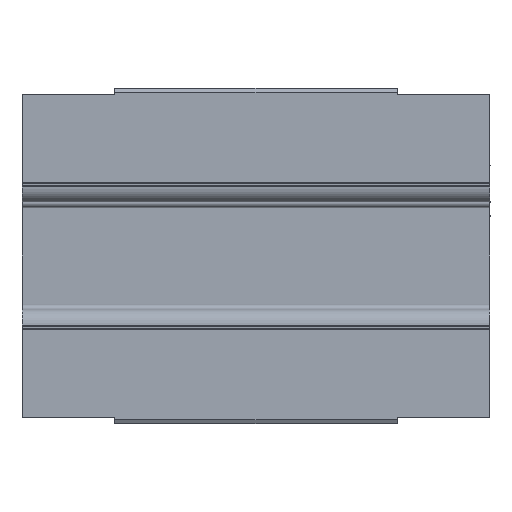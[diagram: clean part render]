
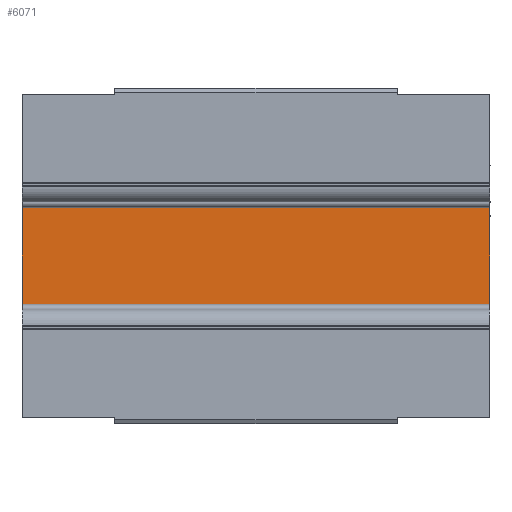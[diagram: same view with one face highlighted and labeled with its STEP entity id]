
A CAD part, front view. The second image highlights one B-rep face of the part: STEP entity #6071.
In plain terms, the highlighted planar face has unit normal (0, -1, 0).
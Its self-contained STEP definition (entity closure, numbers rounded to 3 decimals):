
#1282 = LINE ( 'NONE', #4763, #1285 ) ;
#1285 = VECTOR ( 'NONE', #4764, 1000. ) ;
#1735 = ORIENTED_EDGE ( 'NONE', *, *, #8506, .T. ) ;
#1839 = ORIENTED_EDGE ( 'NONE', *, *, #16397, .T. ) ;
#1949 = ORIENTED_EDGE ( 'NONE', *, *, #16376, .T. ) ;
#1994 = ORIENTED_EDGE ( 'NONE', *, *, #2223, .T. ) ;
#2223 = EDGE_CURVE ( 'NONE', #19398, #19264, #9113, .T. ) ;
#3761 = CARTESIAN_POINT ( 'NONE',  ( -37.75, 4.7, 0. ) ) ;
#3762 = PLANE ( 'NONE',  #15897 ) ;
#3764 = DIRECTION ( 'NONE',  ( 0., 1., 0. ) ) ;
#3765 = DIRECTION ( 'NONE',  ( 0., 0., 1. ) ) ;
#4763 = CARTESIAN_POINT ( 'NONE',  ( -38.15, 4.7, -3.5 ) ) ;
#4764 = DIRECTION ( 'NONE',  ( 0., 0., 1. ) ) ;
#5530 = EDGE_LOOP ( 'NONE', ( #1994, #1839, #1735, #1949 ) ) ;
#6071 = ADVANCED_FACE ( 'NONE', ( #16968 ), #3762, .F. ) ;
#8506 = EDGE_CURVE ( 'NONE', #19143, #19151, #1282, .T. ) ;
#9103 = VECTOR ( 'NONE', #17174, 1000. ) ;
#9113 = LINE ( 'NONE', #17205, #9103 ) ;
#9771 = LINE ( 'NONE', #10574, #9772 ) ;
#9772 = VECTOR ( 'NONE', #10575, 1000. ) ;
#9795 = LINE ( 'NONE', #10640, #9796 ) ;
#9796 = VECTOR ( 'NONE', #10641, 1000. ) ;
#10574 = CARTESIAN_POINT ( 'NONE',  ( -61.85, 4.7, 3.2 ) ) ;
#10575 = DIRECTION ( 'NONE',  ( -1., 0., 0. ) ) ;
#10640 = CARTESIAN_POINT ( 'NONE',  ( -38.15, 4.7, -3.2 ) ) ;
#10641 = DIRECTION ( 'NONE',  ( 1., 0., 0. ) ) ;
#13181 = CARTESIAN_POINT ( 'NONE',  ( -38.15, 4.7, -3.2 ) ) ;
#13198 = CARTESIAN_POINT ( 'NONE',  ( -38.15, 4.7, 3.2 ) ) ;
#13414 = CARTESIAN_POINT ( 'NONE',  ( -61.85, 4.7, -3.2 ) ) ;
#13625 = CARTESIAN_POINT ( 'NONE',  ( -61.85, 4.7, 3.2 ) ) ;
#15897 = AXIS2_PLACEMENT_3D ( 'NONE', #3761, #3764, #3765 ) ;
#16376 = EDGE_CURVE ( 'NONE', #19151, #19398, #9771, .T. ) ;
#16397 = EDGE_CURVE ( 'NONE', #19264, #19143, #9795, .T. ) ;
#16968 = FACE_OUTER_BOUND ( 'NONE', #5530, .T. ) ;
#17174 = DIRECTION ( 'NONE',  ( 0., 0., -1. ) ) ;
#17205 = CARTESIAN_POINT ( 'NONE',  ( -61.85, 4.7, -3.5 ) ) ;
#19143 = VERTEX_POINT ( 'NONE', #13181 ) ;
#19151 = VERTEX_POINT ( 'NONE', #13198 ) ;
#19264 = VERTEX_POINT ( 'NONE', #13414 ) ;
#19398 = VERTEX_POINT ( 'NONE', #13625 ) ;
